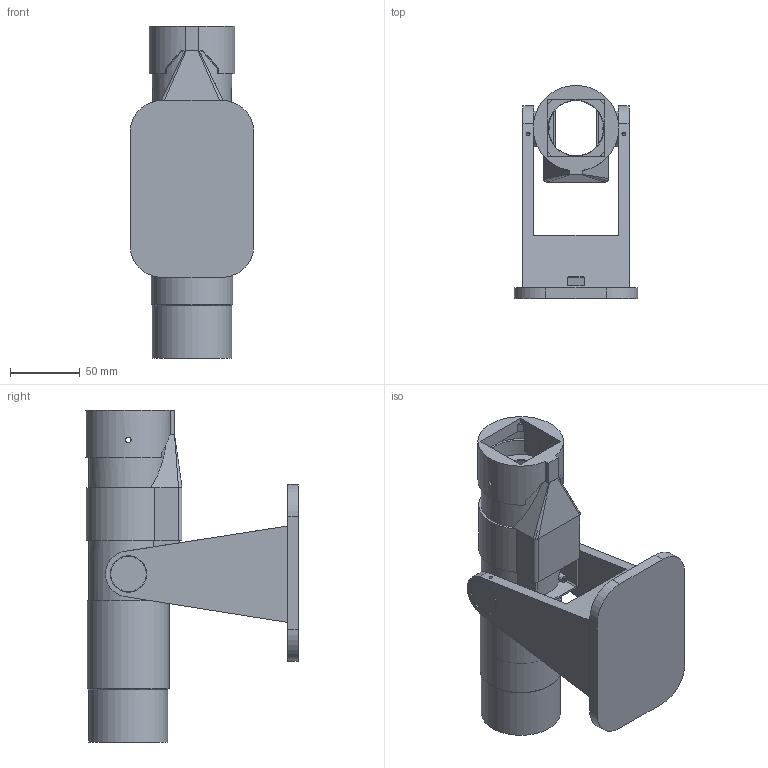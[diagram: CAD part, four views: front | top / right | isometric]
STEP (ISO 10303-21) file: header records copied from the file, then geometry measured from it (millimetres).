
FILE_DESCRIPTION(/* description */ (''),/* implementation_level */ '2;1');
FILE_NAME(/* name */ 'Proj Clock 2.step',/* time_stamp */ '2025-12-24T15:12:46-06:00',/* author */ (''),/* organization */ (''),/* preprocessor_version */ 'ST-DEVELOPER v20.1',/* originating_system */ 'Autodesk Translation Framework v14.21.0.0',/* authorisation */ '');
FILE_SCHEMA (('AUTOMOTIVE_DESIGN { 1 0 10303 214 3 1 1 }'));
Length unit declared in the file: inch
Products named in the file (5): Proj Clock 2; Lens tube; Base; Light tube; Heatsink
Assembly tree (4 placements, depth 2):
  Proj Clock 2
    Lens tube
    Base
    Light tube
    Heatsink
Bounding box: 88.9 x 152.85 x 238.38 mm (x, y, z)
Volume: 346984.4 mm3; surface area: 198446.2 mm2
Topology: 5 solids, 5 shells, 226 faces, 580 edges, 375 vertices
Faces by surface type: plane 122, cylinder 70, bspline 32, cone 2
Full cylindrical faces by diameter (mm): 1.778 x6, 2.54 x2, 3.937 x2, 5.08 x6, 5.334 x2, 6.35 x2, 25.4 x2, 26.162 x2, 50.292 x1, 53.34 x3, 56.896 x2, 57.404 x1, 58.674 x1
Entity records: 8406 total; most frequent: CARTESIAN_POINT 2836, ORIENTED_EDGE 1146, DIRECTION 1067, EDGE_CURVE 573, VERTEX_POINT 373, AXIS2_PLACEMENT_3D 361, LINE 345, VECTOR 345
